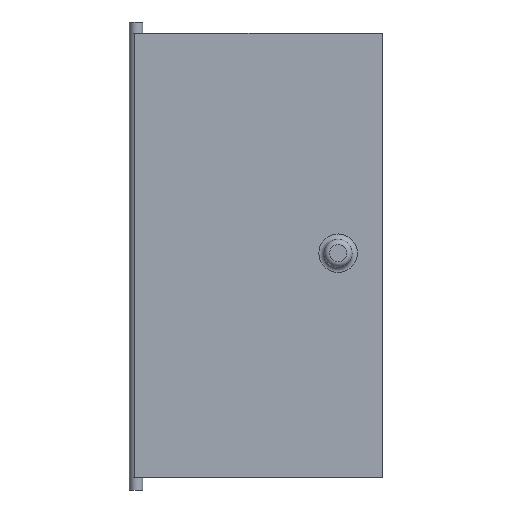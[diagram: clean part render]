
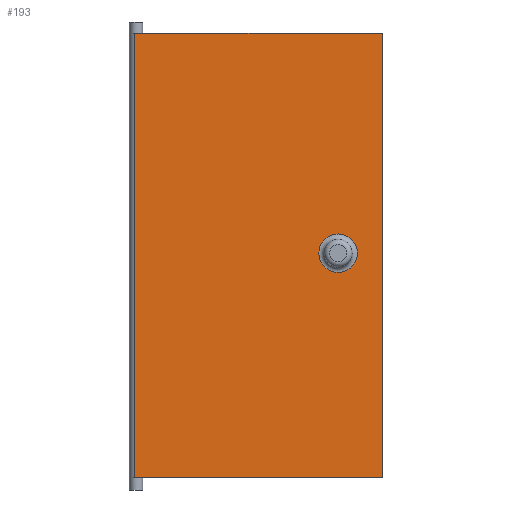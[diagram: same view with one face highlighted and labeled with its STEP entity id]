
A CAD part, front view. The second image highlights one B-rep face of the part: STEP entity #193.
In plain terms, the highlighted planar face has unit normal (0, -1, 0).
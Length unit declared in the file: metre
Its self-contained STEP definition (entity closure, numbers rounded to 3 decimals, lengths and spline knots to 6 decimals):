
#18=CIRCLE('',#221,0.006931);
#34=ORIENTED_EDGE('',*,*,#82,.F.);
#35=ORIENTED_EDGE('',*,*,#83,.T.);
#36=ORIENTED_EDGE('',*,*,#84,.T.);
#37=ORIENTED_EDGE('',*,*,#78,.F.);
#38=ORIENTED_EDGE('',*,*,#85,.T.);
#78=EDGE_CURVE('',#102,#103,#120,.T.);
#82=EDGE_CURVE('',#106,#102,#124,.T.);
#83=EDGE_CURVE('',#106,#107,#125,.T.);
#84=EDGE_CURVE('',#107,#103,#126,.T.);
#85=EDGE_CURVE('',#108,#108,#18,.F.);
#102=VERTEX_POINT('',#314);
#103=VERTEX_POINT('',#315);
#106=VERTEX_POINT('',#323);
#107=VERTEX_POINT('',#325);
#108=VERTEX_POINT('',#328);
#120=LINE('',#313,#132);
#124=LINE('',#322,#136);
#125=LINE('',#324,#137);
#126=LINE('',#326,#138);
#132=VECTOR('',#249,1.);
#136=VECTOR('',#255,1.);
#137=VECTOR('',#256,1.);
#138=VECTOR('',#257,1.);
#145=EDGE_LOOP('',(#34,#35,#36,#37));
#146=EDGE_LOOP('',(#38));
#165=FACE_BOUND('',#145,.T.);
#166=FACE_BOUND('',#146,.T.);
#185=PLANE('',#220);
#193=ADVANCED_FACE('',(#165,#166),#185,.T.);
#220=AXIS2_PLACEMENT_3D('',#321,#253,#254);
#221=AXIS2_PLACEMENT_3D('',#327,#258,#259);
#249=DIRECTION('',(0.,0.,-1.));
#253=DIRECTION('',(0.,-1.,0.));
#254=DIRECTION('',(1.,0.,0.));
#255=DIRECTION('',(1.,0.,0.));
#256=DIRECTION('',(0.,0.,-1.));
#257=DIRECTION('',(1.,0.,0.));
#258=DIRECTION('',(0.,-1.,0.));
#259=DIRECTION('',(0.,0.,-1.));
#313=CARTESIAN_POINT('',(0.045466,-0.005,-0.001));
#314=CARTESIAN_POINT('',(0.045466,-0.005,0.079));
#315=CARTESIAN_POINT('',(0.045466,-0.005,-0.0805));
#321=CARTESIAN_POINT('',(0.,-0.005,-0.001));
#322=CARTESIAN_POINT('',(0.,-0.005,0.079));
#323=CARTESIAN_POINT('',(-0.043543,-0.005,0.079));
#324=CARTESIAN_POINT('',(-0.043543,-0.005,-0.00075));
#325=CARTESIAN_POINT('',(-0.043543,-0.005,-0.0805));
#326=CARTESIAN_POINT('',(0.,-0.005,-0.0805));
#327=CARTESIAN_POINT('',(0.029528,-0.005,0.));
#328=CARTESIAN_POINT('',(0.029528,-0.005,-0.006931));
